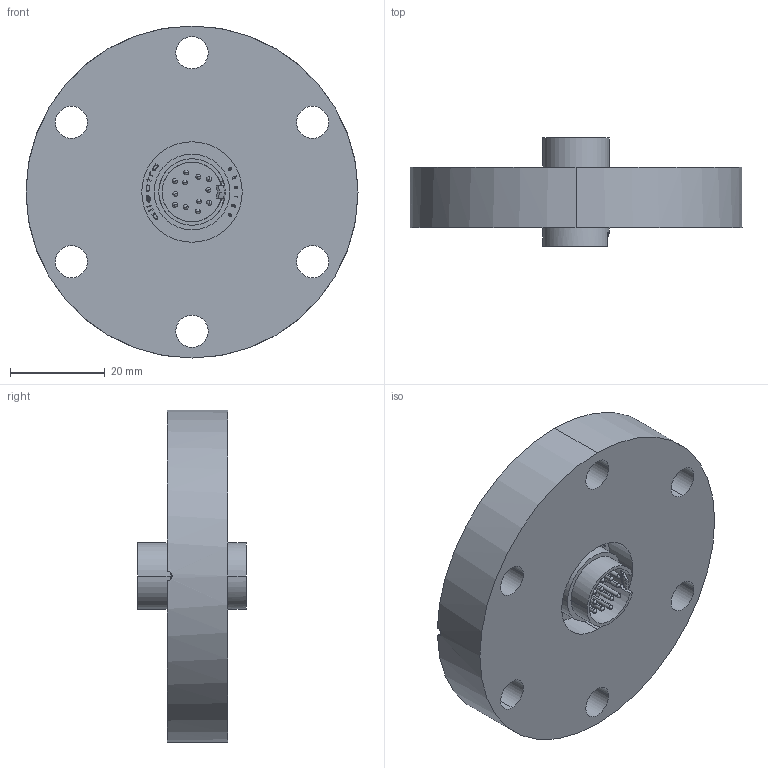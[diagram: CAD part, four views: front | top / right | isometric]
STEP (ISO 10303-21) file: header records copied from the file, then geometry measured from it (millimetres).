
FILE_DESCRIPTION (( 'STEP AP214' ), '1' );
FILE_NAME ('220-CM12-C40.STEP', '2023-01-04T13:43:16', ( '' ), ( '' ), 'SwSTEP 2.0', 'SolidWorks 2017', '' );
FILE_SCHEMA (( 'AUTOMOTIVE_DESIGN' ));
Length unit declared in the file: millimetre
Products named in the file (6): 9220-CM-W-V0914_Einbuchtung-neu; 9411-C40-21.2_411-CB40; 220-CM12_220-CM12; 9220-PIN-FENI_pin vergd; 220-CM12-C40; 9220-CM-GLASS12-PLATE
Assembly tree (16 placements, depth 3):
  220-CM12-C40
    9411-C40-21.2_411-CB40
    220-CM12_220-CM12
      9220-CM-W-V0914_Einbuchtung-neu
      9220-CM-GLASS12-PLATE
      9220-PIN-FENI_pin vergd  x12
Bounding box: 70 x 22.9 x 70 mm (x, y, z)
Volume: 42081.6 mm3; surface area: 16158.7 mm2
Topology: 15 solids, 15 shells, 367 faces, 996 edges, 636 vertices
Faces by surface type: plane 113, bspline 99, cylinder 89, sphere 48, torus 9, cone 9
Entity records: 15219 total; most frequent: CARTESIAN_POINT 7968, ORIENTED_EDGE 1588, DIRECTION 1179, EDGE_CURVE 794, VERTEX_POINT 526, LINE 397, VECTOR 397, AXIS2_PLACEMENT_3D 391
